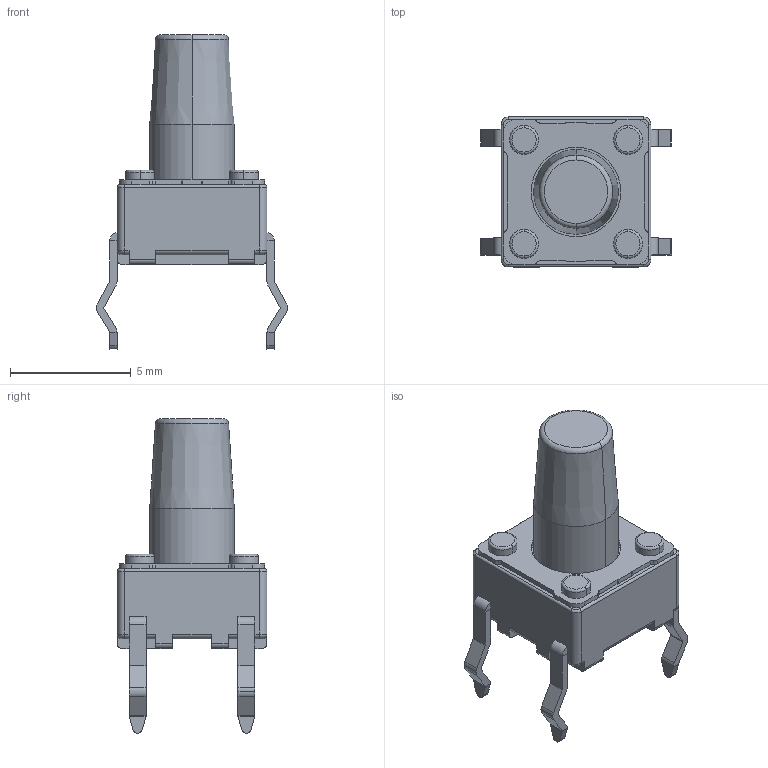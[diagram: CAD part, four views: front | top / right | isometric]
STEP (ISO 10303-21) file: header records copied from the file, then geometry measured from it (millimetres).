
FILE_DESCRIPTION (( 'STEP AP214' ), '1' );
FILE_NAME ('SKHHAN.STEP', '2009-11-25T01:37:43', ( ' ' ), ( ' ' ), 'SwSTEP 2.0', 'SolidWorks 2007', '' );
FILE_SCHEMA (( 'AUTOMOTIVE_DESIGN' ));
Length unit declared in the file: millimetre
Products named in the file (1): SKHHAN
Bounding box: 7.9 x 6.2 x 13 mm (x, y, z)
Volume: 180 mm3; surface area: 283.4 mm2
Topology: 1 solids, 5 shells, 284 faces, 728 edges, 460 vertices
Faces by surface type: plane 136, cylinder 128, torus 18, cone 2
Entity records: 11490 total; most frequent: DIRECTION 1584, CARTESIAN_POINT 1473, ORIENTED_EDGE 1456, EDGE_CURVE 728, AXIS2_PLACEMENT_3D 571, VERTEX_POINT 460, VECTOR 442, LINE 442
